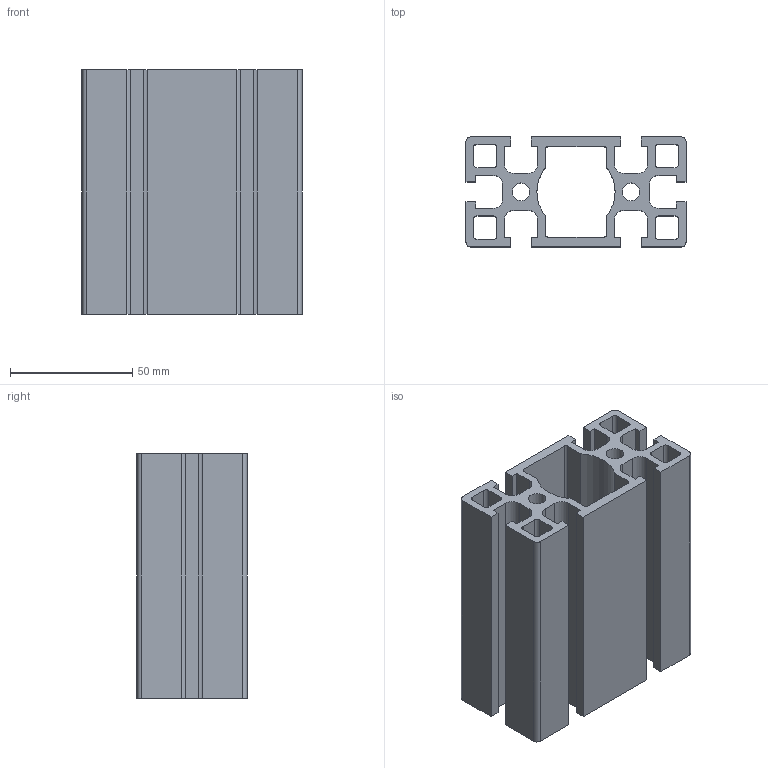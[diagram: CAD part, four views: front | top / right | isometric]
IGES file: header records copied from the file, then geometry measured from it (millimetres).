
Global section: file name: 104590.stp.ipt; native system: Autodesk Inventor 2014; preprocessor: unknown; author: zeman; date: 20151016.101224; units: millimetre
Bounding box: 90 x 45 x 100 mm (x, y, z)
Volume: 151580.2 mm3; surface area: 83748.9 mm2
Topology: 1 solids, 1 shells, 116 faces, 342 edges, 228 vertices
Faces by surface type: plane 76, revolution 36, cylinder 4
